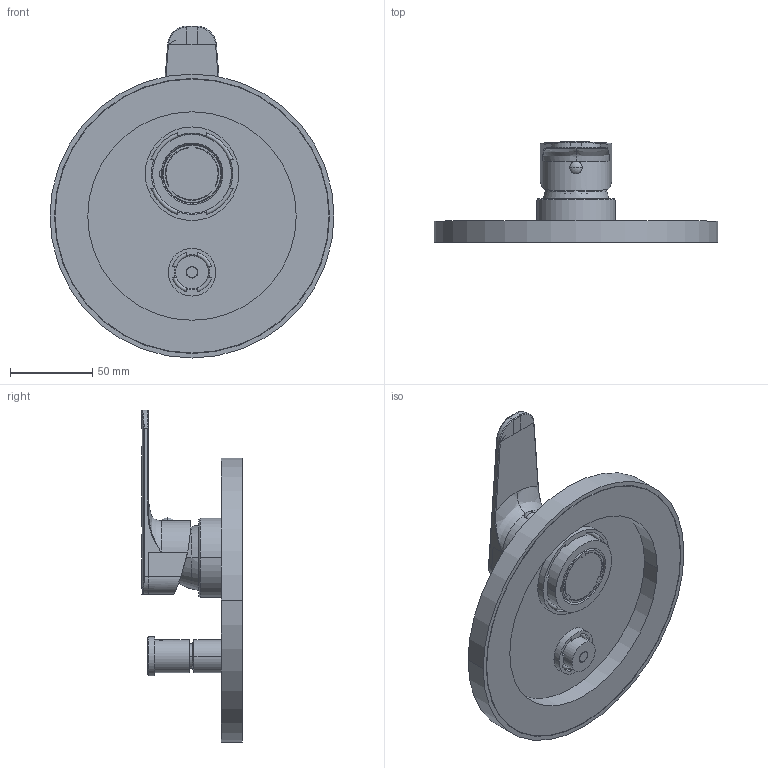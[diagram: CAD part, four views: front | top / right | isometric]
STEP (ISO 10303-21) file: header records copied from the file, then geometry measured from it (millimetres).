
FILE_DESCRIPTION((''),'2;1');
FILE_NAME('SYBOX015CR','2021-11-09T09:58:16',('ut3'),('PAFFONI SpA'),'CREO PARAMETRIC BY PTC INC, 2020044','CREO PARAMETRIC BY PTC INC, 2020044','');
FILE_SCHEMA(('CONFIG_CONTROL_DESIGN','SHAPE_APPEARANCE_LAYERS_GROUPS'));
Length unit declared in the file: millimetre
Products named in the file (1): SYBOX015CR
Bounding box: 173 x 61.4 x 202.25 mm (x, y, z)
Volume: 239933.8 mm3; surface area: 120680.5 mm2
Topology: 5 solids, 5 shells, 1057 faces, 2864 edges, 1819 vertices
Faces by surface type: plane 620, cylinder 258, torus 70, cone 52, bspline 47, sphere 8, extrusion 2
Entity records: 46880 total; most frequent: CARTESIAN_POINT 13205, ORIENTED_EDGE 5704, DIRECTION 5164, EDGE_CURVE 2852, VERTEX_POINT 1819, AXIS2_PLACEMENT_3D 1760, VECTOR 1644, LINE 1642
